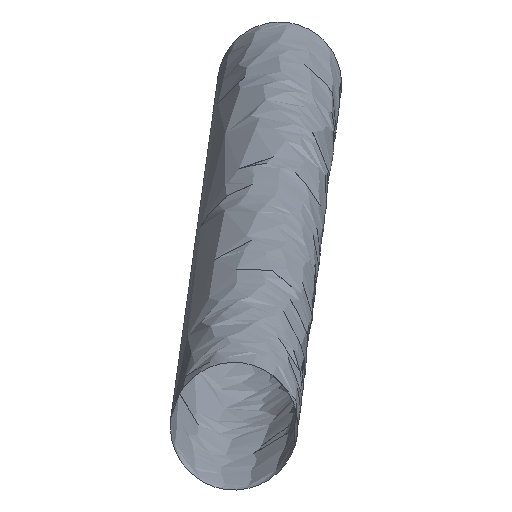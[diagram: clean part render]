
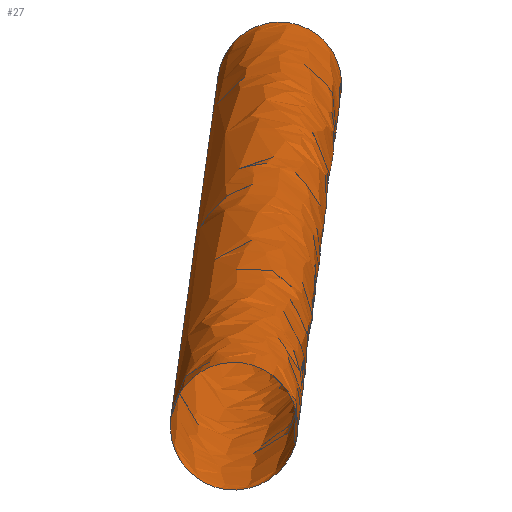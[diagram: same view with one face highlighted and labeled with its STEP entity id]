
A CAD part, top view. The second image highlights one B-rep face of the part: STEP entity #27.
In plain terms, the highlighted free-form (B-spline) face has degree [1, 2] with [2, 9] control points.
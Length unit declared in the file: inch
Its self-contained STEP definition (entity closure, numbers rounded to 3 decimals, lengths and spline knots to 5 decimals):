
#12=FACE_OUTER_BOUND('',#13,.T.);
#13=EDGE_LOOP('',(#22,#23,#24,#25));
#14=B_SPLINE_CURVE_WITH_KNOTS('',1,(#73,#74),.UNSPECIFIED.,.F.,.F.,(2,2),
(0.00003,31.0599),.UNSPECIFIED.);
#15=CIRCLE('',#43,0.2025);
#16=CIRCLE('',#44,0.19685);
#17=VERTEX_POINT('',#70);
#18=VERTEX_POINT('',#72);
#19=EDGE_CURVE('',#17,#17,#15,.T.);
#20=EDGE_CURVE('',#17,#18,#14,.T.);
#21=EDGE_CURVE('',#18,#18,#16,.T.);
#22=ORIENTED_EDGE('',*,*,#19,.F.);
#23=ORIENTED_EDGE('',*,*,#20,.T.);
#24=ORIENTED_EDGE('',*,*,#21,.F.);
#25=ORIENTED_EDGE('',*,*,#20,.F.);
#26=(
BOUNDED_SURFACE()
B_SPLINE_SURFACE(1,2,((#52,#53,#54,#55,#56,#57,#58,#59,#60),(#61,#62,#63,
#64,#65,#66,#67,#68,#69)),.UNSPECIFIED.,.F.,.T.,.F.)
B_SPLINE_SURFACE_WITH_KNOTS((2,2),(3,2,2,2,3),(-0.18223,31.23638),
(-3.14159,-1.5708,0.,1.5708,3.14159),
 .UNSPECIFIED.)
GEOMETRIC_REPRESENTATION_ITEM()
RATIONAL_B_SPLINE_SURFACE(((1.,0.707,1.,0.707,1.,
0.707,1.,0.707,1.),(1.,0.707,1.,0.707,
1.,0.707,1.,0.707,1.)))
REPRESENTATION_ITEM('')
SURFACE()
);
#27=ADVANCED_FACE('',(#12),#26,.T.);
#43=AXIS2_PLACEMENT_3D('',#71,#47,#48);
#44=AXIS2_PLACEMENT_3D('',#75,#49,#50);
#47=DIRECTION('center_axis',(0.,0.,
-1.));
#48=DIRECTION('ref_axis',(-1.,0.,0.));
#49=DIRECTION('center_axis',(0.,0.,
1.));
#50=DIRECTION('ref_axis',(0.966,-0.259,0.));
#52=CARTESIAN_POINT('Ctrl Pts',(5.09836,-3.76997,2.73783));
#53=CARTESIAN_POINT('Ctrl Pts',(5.12397,-3.57538,2.77288));
#54=CARTESIAN_POINT('Ctrl Pts',(5.32477,-3.60181,2.77288));
#55=CARTESIAN_POINT('Ctrl Pts',(5.52557,-3.62824,2.77288));
#56=CARTESIAN_POINT('Ctrl Pts',(5.49996,-3.82283,2.73783));
#57=CARTESIAN_POINT('Ctrl Pts',(5.47434,-4.01743,2.70278));
#58=CARTESIAN_POINT('Ctrl Pts',(5.27354,-3.991,2.70278));
#59=CARTESIAN_POINT('Ctrl Pts',(5.07274,-3.96457,2.70278));
#60=CARTESIAN_POINT('Ctrl Pts',(5.09836,-3.76997,2.73783));
#61=CARTESIAN_POINT('Ctrl Pts',(5.24999,-2.66174,-3.52534));
#62=CARTESIAN_POINT('Ctrl Pts',(5.27488,-2.47264,-3.49127));
#63=CARTESIAN_POINT('Ctrl Pts',(5.47002,-2.49833,-3.49127));
#64=CARTESIAN_POINT('Ctrl Pts',(5.66515,-2.52401,-3.49127));
#65=CARTESIAN_POINT('Ctrl Pts',(5.64026,-2.71311,-3.52534));
#66=CARTESIAN_POINT('Ctrl Pts',(5.61537,-2.90222,-3.5594));
#67=CARTESIAN_POINT('Ctrl Pts',(5.42024,-2.87653,-3.5594));
#68=CARTESIAN_POINT('Ctrl Pts',(5.2251,-2.85085,-3.5594));
#69=CARTESIAN_POINT('Ctrl Pts',(5.24999,-2.66174,-3.52534));
#70=CARTESIAN_POINT('',(5.09924,-3.76354,2.7015));
#71=CARTESIAN_POINT('Origin',(5.3,-3.79,2.7015));
#72=CARTESIAN_POINT('',(5.24914,-2.66797,-3.49016));
#73=CARTESIAN_POINT('Ctrl Pts',(5.09924,-3.76354,2.7015));
#74=CARTESIAN_POINT('Ctrl Pts',(5.24914,-2.66797,-3.49016));
#75=CARTESIAN_POINT('Origin',(5.4443,-2.69369,-3.49016));
